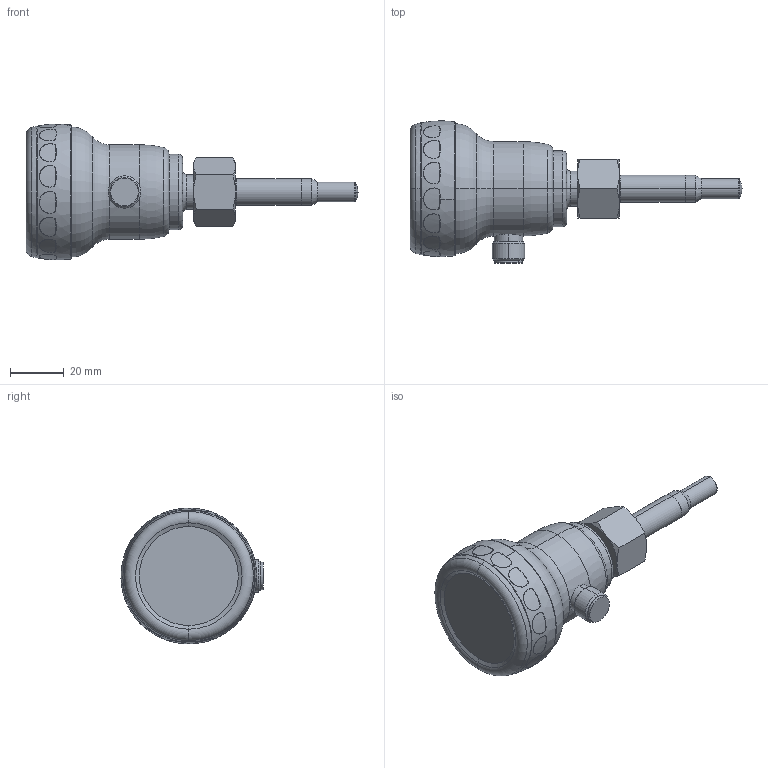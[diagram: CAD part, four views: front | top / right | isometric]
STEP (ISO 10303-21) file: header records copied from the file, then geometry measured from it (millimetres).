
FILE_DESCRIPTION (( 'STEP AP203' ), '1' );
FILE_NAME ('OMNIPLUS-F-018DK045.STEP', '2021-09-13T08:44:11', ( '' ), ( '' ), 'SwSTEP 2.0', 'SolidWorks 2019', '' );
FILE_SCHEMA (( 'CONFIG_CONTROL_DESIGN' ));
Length unit declared in the file: millimetre
Products named in the file (1): OMNIPLUS-F-018DK045
Bounding box: 123 x 52.62 x 50.29 mm (x, y, z)
Volume: 83392.2 mm3; surface area: 18244.3 mm2
Topology: 1 solids, 1 shells, 219 faces, 516 edges, 329 vertices
Faces by surface type: bspline 69, cylinder 55, plane 39, cone 32, torus 22, sphere 2
Entity records: 13876 total; most frequent: CARTESIAN_POINT 9392, ORIENTED_EDGE 1032, DIRECTION 734, EDGE_CURVE 516, VERTEX_POINT 329, AXIS2_PLACEMENT_3D 325, B_SPLINE_CURVE_WITH_KNOTS 258, EDGE_LOOP 249
